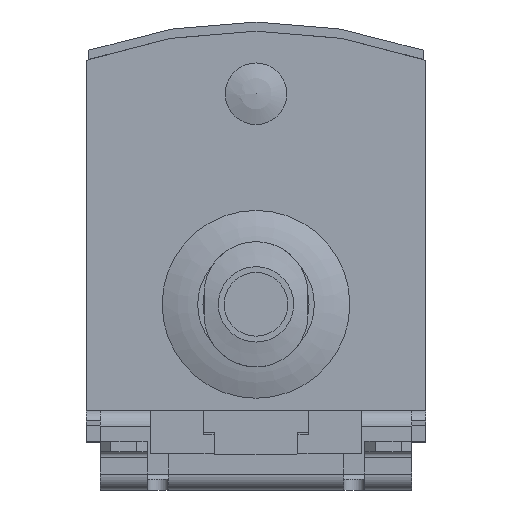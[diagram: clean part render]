
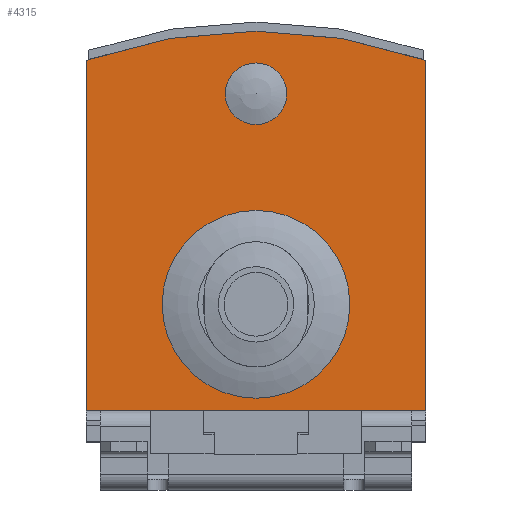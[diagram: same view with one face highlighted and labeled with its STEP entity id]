
A CAD part, front view. The second image highlights one B-rep face of the part: STEP entity #4315.
In plain terms, the highlighted planar face has unit normal (0, -1, 0).
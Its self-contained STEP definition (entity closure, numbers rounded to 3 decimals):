
#205=LINE('',#6177,#578);
#211=LINE('',#6191,#584);
#227=LINE('',#6236,#600);
#578=VECTOR('',#5045,1000.);
#584=VECTOR('',#5055,1000.);
#600=VECTOR('',#5093,1000.);
#1043=ORIENTED_EDGE('',*,*,#2057,.F.);
#1044=ORIENTED_EDGE('',*,*,#2028,.F.);
#1045=ORIENTED_EDGE('',*,*,#2058,.T.);
#1046=ORIENTED_EDGE('',*,*,#2035,.F.);
#1047=ORIENTED_EDGE('',*,*,#2050,.F.);
#1048=ORIENTED_EDGE('',*,*,#2059,.F.);
#2028=EDGE_CURVE('',#2536,#2537,#205,.T.);
#2035=EDGE_CURVE('',#2543,#2544,#211,.T.);
#2050=EDGE_CURVE('',#2537,#2543,#2850,.T.);
#2057=EDGE_CURVE('',#2560,#2560,#2853,.T.);
#2058=EDGE_CURVE('',#2536,#2544,#227,.T.);
#2059=EDGE_CURVE('',#2561,#2561,#2854,.F.);
#2536=VERTEX_POINT('',#6176);
#2537=VERTEX_POINT('',#6178);
#2543=VERTEX_POINT('',#6192);
#2544=VERTEX_POINT('',#6193);
#2560=VERTEX_POINT('',#6235);
#2561=VERTEX_POINT('',#6238);
#2850=CIRCLE('',#4565,48.);
#2853=CIRCLE('',#4570,7.475);
#2854=CIRCLE('',#4571,2.9);
#3004=EDGE_LOOP('',(#1043));
#3005=EDGE_LOOP('',(#1044,#1045,#1046,#1047));
#3006=EDGE_LOOP('',(#1048));
#3261=FACE_BOUND('',#3004,.T.);
#3262=FACE_BOUND('',#3005,.T.);
#3263=FACE_BOUND('',#3006,.T.);
#3504=PLANE('',#4569);
#4315=ADVANCED_FACE('',(#3261,#3262,#3263),#3504,.F.);
#4565=AXIS2_PLACEMENT_3D('',#6221,#5077,#5078);
#4569=AXIS2_PLACEMENT_3D('',#6233,#5089,#5090);
#4570=AXIS2_PLACEMENT_3D('',#6234,#5091,#5092);
#4571=AXIS2_PLACEMENT_3D('',#6237,#5094,#5095);
#5045=DIRECTION('',(0.,0.,1.));
#5055=DIRECTION('',(0.,0.,-1.));
#5077=DIRECTION('',(0.,1.,0.));
#5078=DIRECTION('',(1.,0.,0.));
#5089=DIRECTION('',(0.,1.,0.));
#5090=DIRECTION('',(0.,0.,1.));
#5091=DIRECTION('',(0.,-1.,0.));
#5092=DIRECTION('',(0.,0.,-1.));
#5093=DIRECTION('',(1.,0.,0.));
#5094=DIRECTION('',(0.,1.,0.));
#5095=DIRECTION('',(0.,0.,1.));
#6176=CARTESIAN_POINT('',(-16.,0.,-15.9));
#6177=CARTESIAN_POINT('',(-16.,0.,-20.));
#6178=CARTESIAN_POINT('',(-16.,0.,17.105));
#6191=CARTESIAN_POINT('',(16.,0.,17.105));
#6192=CARTESIAN_POINT('',(16.,0.,17.105));
#6193=CARTESIAN_POINT('',(16.,0.,-15.9));
#6221=CARTESIAN_POINT('',(0.,0.,-28.15));
#6233=CARTESIAN_POINT('',(0.,0.,-28.15));
#6234=CARTESIAN_POINT('',(0.,0.,-5.9));
#6235=CARTESIAN_POINT('',(0.,0.,-13.375));
#6236=CARTESIAN_POINT('',(-4.95,0.,-15.9));
#6237=CARTESIAN_POINT('',(0.,0.,13.95));
#6238=CARTESIAN_POINT('',(0.,0.,16.85));
